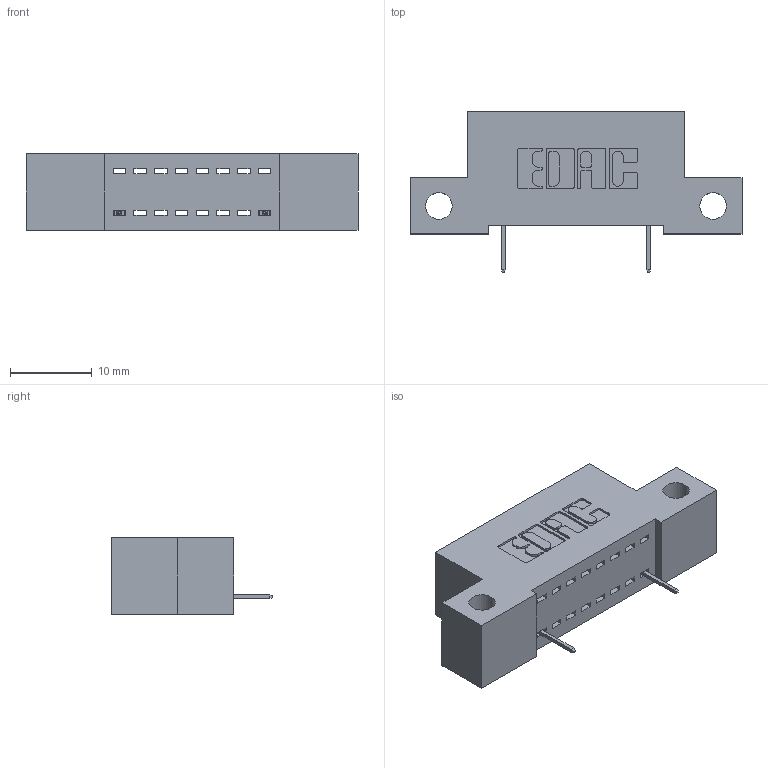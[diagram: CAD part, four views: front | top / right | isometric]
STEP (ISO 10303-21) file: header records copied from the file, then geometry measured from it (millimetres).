
FILE_DESCRIPTION (( 'STEP AP203' ), '1' );
FILE_NAME ('392-008-524-112.STEP', '2018-08-14T19:17:06', ( '' ), ( '' ), 'SwSTEP 2.0', 'SolidWorks 2016', '' );
FILE_SCHEMA (( 'CONFIG_CONTROL_DESIGN' ));
Length unit declared in the file: inch
Products named in the file (3): 342 Part_Side Mount; 345-292-001_345-293-124; 392-008-524-112
Assembly tree (3 placements, depth 2):
  392-008-524-112
    342 Part_Side Mount
    345-292-001_345-293-124  x2
Bounding box: 40.64 x 19.69 x 9.4 mm (x, y, z)
Volume: 3287.6 mm3; surface area: 3649.7 mm2
Topology: 3 solids, 3 shells, 306 faces, 911 edges, 598 vertices
Faces by surface type: plane 234, cylinder 72
Entity records: 9041 total; most frequent: CARTESIAN_POINT 1596, ORIENTED_EDGE 1546, DIRECTION 1409, EDGE_CURVE 773, VECTOR 649, LINE 649, VERTEX_POINT 510, AXIS2_PLACEMENT_3D 380
